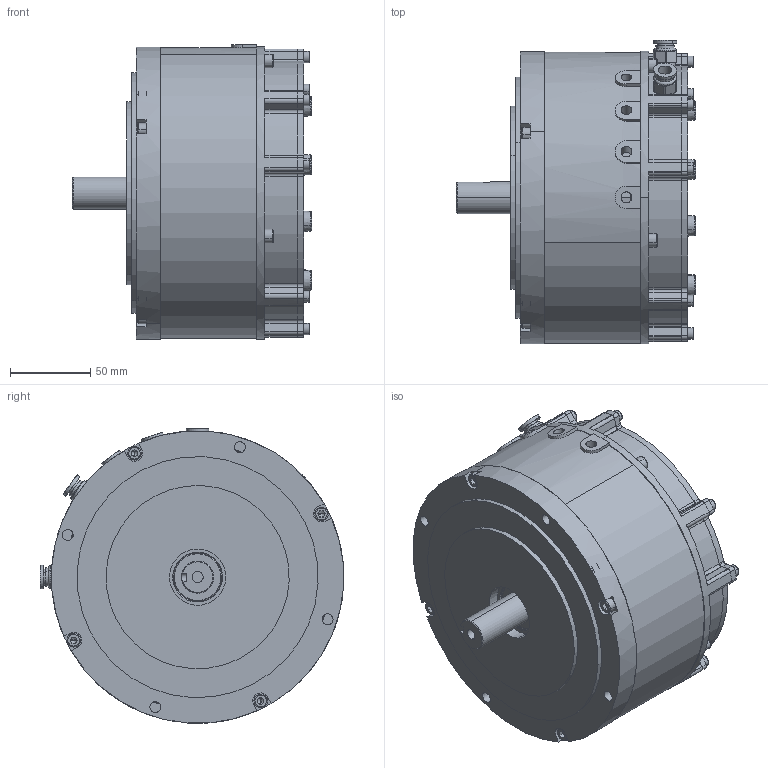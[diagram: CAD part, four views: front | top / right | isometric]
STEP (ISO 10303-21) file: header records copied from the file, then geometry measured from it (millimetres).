
FILE_DESCRIPTION (( 'STEP AP203' ), '1' );
FILE_NAME ('3KW装配体（水冷）.STEP', '2021-05-07T01:43:26', ( '微软用户' ), ( '微软中国' ), 'SwSTEP 2.0', 'SolidWorks 2020', '' );
FILE_SCHEMA (( 'CONFIG_CONTROL_DESIGN' ));
Length unit declared in the file: millimetre
Products named in the file (17): deep groove ball bearings gb_Rolling bearings 6006 GB 276-94; 3KW阨濮傷裔; 3KW粣創裔啣; 3KW粣; 3kKW阨濮裔啣; hexagon socket head cap screws gb_GB_FASTENER_SCREWS_HSHCS M5X16-N; 菜え51; cross recessed countersunk head screws gb1_GB_CROSS_SCREWS_TYPE4 M3X10-8.35  H type-N; hex lobular socket head cap screws-8.8 gb_GB_HEXAGON_TYPE22 M8X45-N; 3KW盄諶ㄗ盄諶ㄘ; deep groove ball bearings gb_Rolling bearings 6304 GB 276-94; hexagon socket head cap screws gb_GB_FASTENER_SCREWS_HSHCS M4X12-N; 阨奪諉芛ㄗ8ㄘ; 3KW儂褲ㄗ阨濮ㄘ; circlips for hole--type b gb_GB_CONNECTING_PIECE_RINGS_CHB 52; 3KW蚾饜极ㄗ阨濮ㄘ; 3KWヶ裔
Assembly tree (41 placements, depth 2):
  3KW蚾饜极ㄗ阨濮ㄘ
    3KW阨濮傷裔
    3kKW阨濮裔啣
    cross recessed countersunk head screws gb1_GB_CROSS_SCREWS_TYPE4 M3X10-8.35  H type-N
    deep groove ball bearings gb_Rolling bearings 6304 GB 276-94
    3KW儂褲ㄗ阨濮ㄘ
    3KWヶ裔
    deep groove ball bearings gb_Rolling bearings 6006 GB 276-94
    3KW粣創裔啣
    hexagon socket head cap screws gb_GB_FASTENER_SCREWS_HSHCS M5X16-N  x11
    hex lobular socket head cap screws-8.8 gb_GB_HEXAGON_TYPE22 M8X45-N  x4
    hexagon socket head cap screws gb_GB_FASTENER_SCREWS_HSHCS M4X12-N  x8
    circlips for hole--type b gb_GB_CONNECTING_PIECE_RINGS_CHB 52
    3KW粣
    菜え51  x2
    3KW盄諶ㄗ盄諶ㄘ  x4
    阨奪諉芛ㄗ8ㄘ  x2
Bounding box: 148.8 x 189 x 183.36 mm (x, y, z)
Volume: 1073392 mm3; surface area: 384076.6 mm2
Topology: 41 solids, 41 shells, 1796 faces, 4945 edges, 3102 vertices
Faces by surface type: cylinder 655, plane 613, torus 298, cone 144, sphere 66, bspline 20
Entity records: 46268 total; most frequent: CARTESIAN_POINT 11904, DIRECTION 7029, ORIENTED_EDGE 6746, EDGE_CURVE 3373, AXIS2_PLACEMENT_3D 2989, VERTEX_POINT 2180, CIRCLE 1759, EDGE_LOOP 1357
